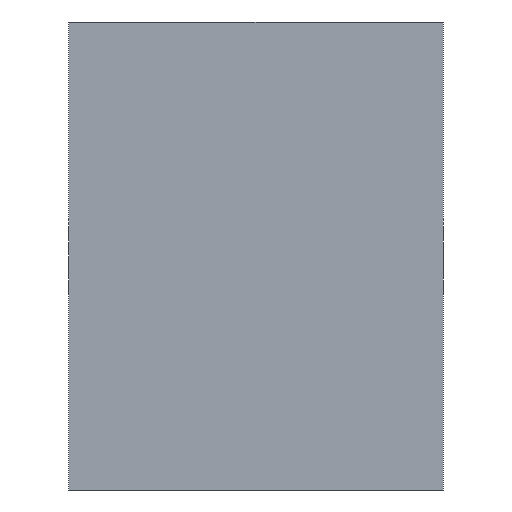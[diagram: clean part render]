
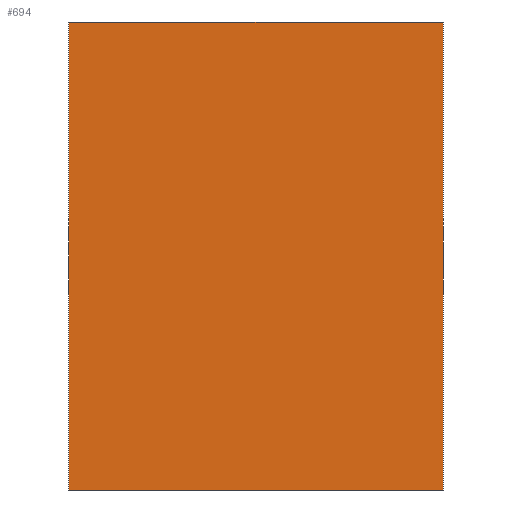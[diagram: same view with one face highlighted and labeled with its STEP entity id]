
A CAD part, front view. The second image highlights one B-rep face of the part: STEP entity #694.
In plain terms, the highlighted planar face has unit normal (0, -1, 0).
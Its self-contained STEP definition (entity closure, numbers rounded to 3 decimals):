
#60=PLANE('',#802);
#110=FACE_OUTER_BOUND('',#176,.T.);
#176=EDGE_LOOP('',(#577,#578,#579,#580));
#224=LINE('',#1214,#260);
#225=LINE('',#1217,#261);
#226=LINE('',#1219,#262);
#227=LINE('',#1220,#263);
#260=VECTOR('',#1010,10.);
#261=VECTOR('',#1013,10.);
#262=VECTOR('',#1014,10.);
#263=VECTOR('',#1015,10.);
#361=VERTEX_POINT('',#1207);
#364=VERTEX_POINT('',#1212);
#365=VERTEX_POINT('',#1216);
#366=VERTEX_POINT('',#1218);
#440=EDGE_CURVE('',#361,#364,#224,.T.);
#441=EDGE_CURVE('',#365,#361,#225,.T.);
#442=EDGE_CURVE('',#366,#364,#226,.T.);
#443=EDGE_CURVE('',#365,#366,#227,.T.);
#577=ORIENTED_EDGE('',*,*,#441,.T.);
#578=ORIENTED_EDGE('',*,*,#440,.T.);
#579=ORIENTED_EDGE('',*,*,#442,.F.);
#580=ORIENTED_EDGE('',*,*,#443,.F.);
#694=ADVANCED_FACE('',(#110),#60,.T.);
#802=AXIS2_PLACEMENT_3D('',#1215,#1011,#1012);
#1010=DIRECTION('',(1.,0.,0.));
#1011=DIRECTION('center_axis',(0.,-1.,0.));
#1012=DIRECTION('ref_axis',(0.,0.,-1.));
#1013=DIRECTION('',(0.,0.,-1.));
#1014=DIRECTION('',(0.,0.,-1.));
#1015=DIRECTION('',(1.,0.,0.));
#1207=CARTESIAN_POINT('',(0.,-600.,-25.));
#1212=CARTESIAN_POINT('',(40.,-600.,-25.));
#1214=CARTESIAN_POINT('',(0.,-600.,-25.));
#1215=CARTESIAN_POINT('Origin',(0.,-600.,25.));
#1216=CARTESIAN_POINT('',(0.,-600.,25.));
#1217=CARTESIAN_POINT('',(0.,-600.,25.));
#1218=CARTESIAN_POINT('',(40.,-600.,25.));
#1219=CARTESIAN_POINT('',(40.,-600.,25.));
#1220=CARTESIAN_POINT('',(0.,-600.,25.));
